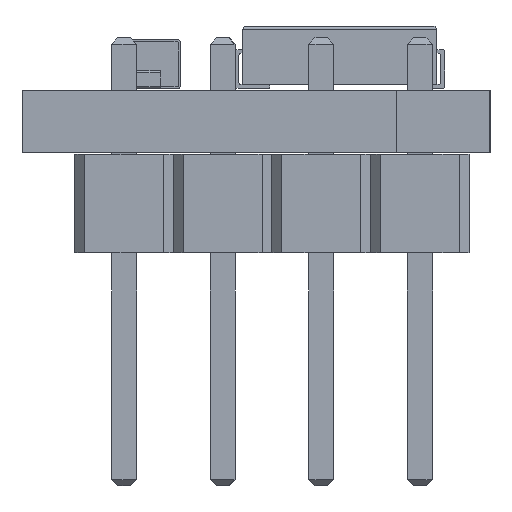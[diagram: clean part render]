
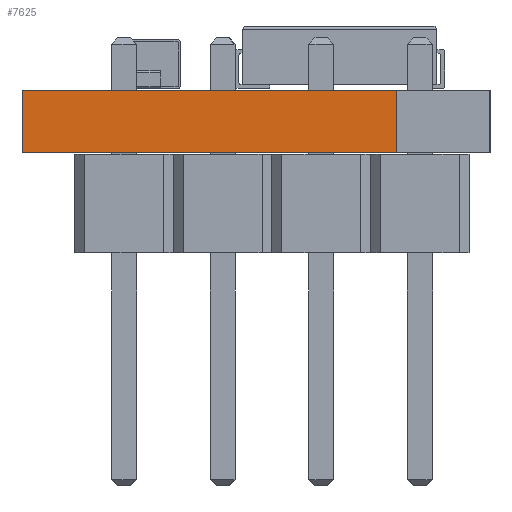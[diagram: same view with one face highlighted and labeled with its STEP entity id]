
A CAD part, left-side view. The second image highlights one B-rep face of the part: STEP entity #7625.
In plain terms, the highlighted planar face has unit normal (-1, 0, 0).
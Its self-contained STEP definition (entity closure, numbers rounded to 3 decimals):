
#7280 = VERTEX_POINT('',#7281);
#7281 = CARTESIAN_POINT('',(56.749,-96.421,0.));
#7287 = EDGE_CURVE('',#7288,#7280,#7290,.T.);
#7288 = VERTEX_POINT('',#7289);
#7289 = CARTESIAN_POINT('',(56.749,-106.07,0.));
#7290 = LINE('',#7291,#7292);
#7291 = CARTESIAN_POINT('',(56.749,-106.07,0.));
#7292 = VECTOR('',#7293,1.);
#7293 = DIRECTION('',(0.,1.,0.));
#7439 = VERTEX_POINT('',#7440);
#7440 = CARTESIAN_POINT('',(56.749,-96.421,1.6));
#7446 = EDGE_CURVE('',#7447,#7439,#7449,.T.);
#7447 = VERTEX_POINT('',#7448);
#7448 = CARTESIAN_POINT('',(56.749,-106.07,1.6));
#7449 = LINE('',#7450,#7451);
#7450 = CARTESIAN_POINT('',(56.749,-106.07,1.6));
#7451 = VECTOR('',#7452,1.);
#7452 = DIRECTION('',(0.,1.,0.));
#7595 = EDGE_CURVE('',#7280,#7439,#7596,.T.);
#7596 = LINE('',#7597,#7598);
#7597 = CARTESIAN_POINT('',(56.749,-96.421,0.));
#7598 = VECTOR('',#7599,1.);
#7599 = DIRECTION('',(0.,0.,1.));
#7625 = ADVANCED_FACE('',(#7626),#7637,.T.);
#7626 = FACE_BOUND('',#7627,.T.);
#7627 = EDGE_LOOP('',(#7628,#7634,#7635,#7636));
#7628 = ORIENTED_EDGE('',*,*,#7629,.T.);
#7629 = EDGE_CURVE('',#7288,#7447,#7630,.T.);
#7630 = LINE('',#7631,#7632);
#7631 = CARTESIAN_POINT('',(56.749,-106.07,0.));
#7632 = VECTOR('',#7633,1.);
#7633 = DIRECTION('',(0.,0.,1.));
#7634 = ORIENTED_EDGE('',*,*,#7446,.T.);
#7635 = ORIENTED_EDGE('',*,*,#7595,.F.);
#7636 = ORIENTED_EDGE('',*,*,#7287,.F.);
#7637 = PLANE('',#7638);
#7638 = AXIS2_PLACEMENT_3D('',#7639,#7640,#7641);
#7639 = CARTESIAN_POINT('',(56.749,-106.07,0.));
#7640 = DIRECTION('',(-1.,0.,0.));
#7641 = DIRECTION('',(0.,1.,0.));
